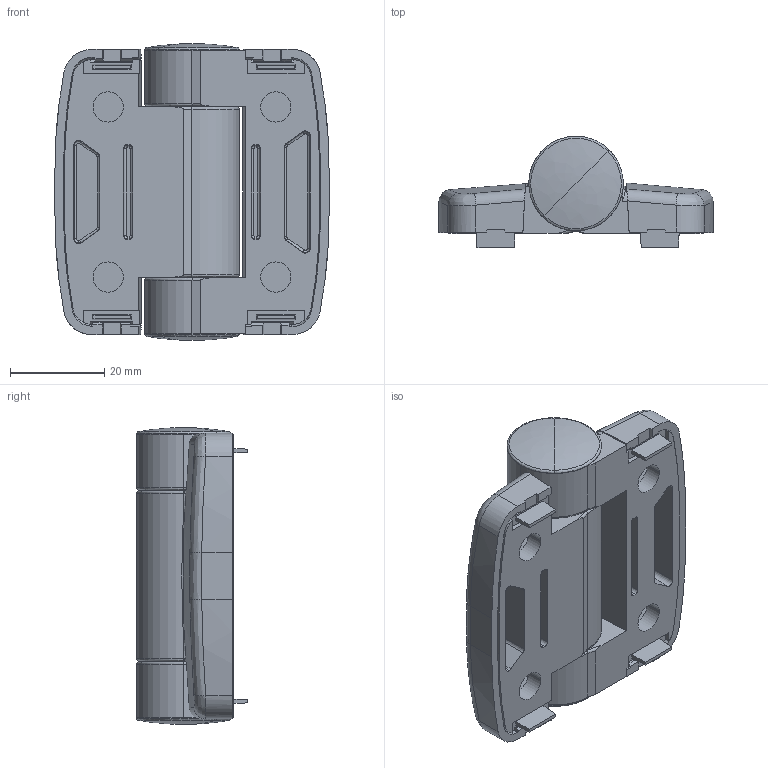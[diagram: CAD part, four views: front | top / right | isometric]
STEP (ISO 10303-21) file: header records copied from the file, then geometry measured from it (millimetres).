
FILE_DESCRIPTION (( 'STEP AP214' ), '1' );
FILE_NAME ('095sr3030a08.STEP', '2014-10-01T09:38:09', ( 'Not-Admin' ), ( 'Hewlett-Packard Company' ), 'SwSTEP 2.0', 'SolidWorks 2014', '' );
FILE_SCHEMA (( 'AUTOMOTIVE_DESIGN' ));
Length unit declared in the file: millimetre
Products named in the file (1): 095sr3030a08
Bounding box: 58 x 23.5 x 62.8 mm (x, y, z)
Volume: 34614 mm3; surface area: 31177.7 mm2
Topology: 13 solids, 13 shells, 1142 faces, 2885 edges, 1753 vertices
Faces by surface type: bspline 420, plane 346, cylinder 329, cone 47
Entity records: 57713 total; most frequent: CARTESIAN_POINT 20161, ORIENTED_EDGE 5706, DIRECTION 4769, EDGE_CURVE 2853, AXIS2_PLACEMENT_3D 1834, VERTEX_POINT 1753, EDGE_LOOP 1188, UNCERTAINTY_MEASURE_WITH_UNIT 1157
